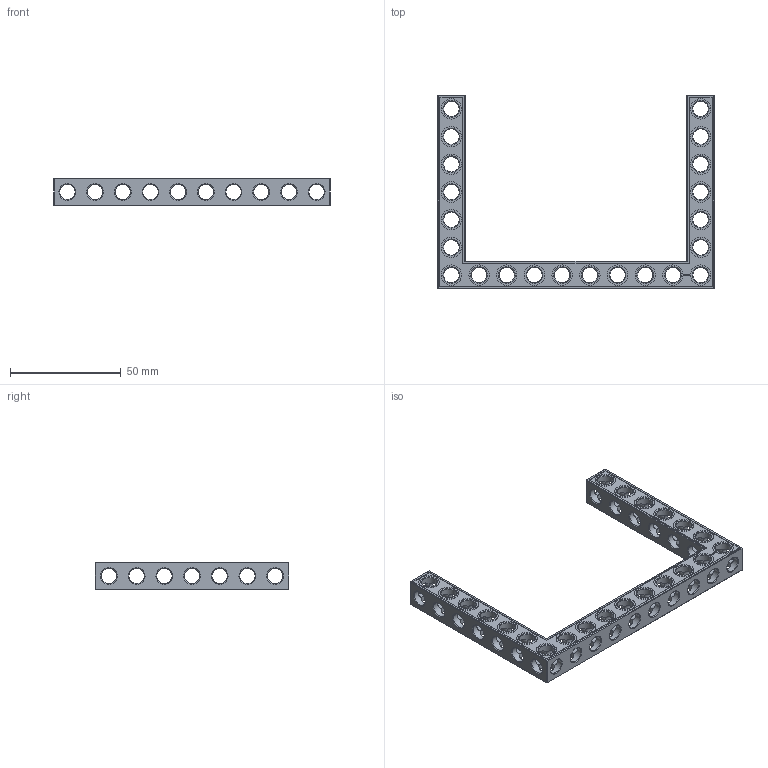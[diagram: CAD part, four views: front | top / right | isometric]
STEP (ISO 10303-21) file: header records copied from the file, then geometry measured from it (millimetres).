
FILE_DESCRIPTION(('FreeCAD Model'),'2;1');
FILE_NAME('Open CASCADE Shape Model','2022-02-25T16:29:03',('Author'),( ''),'Open CASCADE STEP processor 7.5','FreeCAD','Unknown');
FILE_SCHEMA(('AUTOMOTIVE_DESIGN { 1 0 10303 214 1 1 1 1 }'));
Products named in the file (1): Beam AGD ESS USH SYM BU10x07x01 - SPN-BEM-0447 (stemfie.org)
Bounding box: 125 x 87.5 x 12.5 mm (x, y, z)
Volume: 21493.6 mm3; surface area: 19284.1 mm2
Topology: 1 solids, 1 shells, 735 faces, 2174 edges, 1409 vertices
Faces by surface type: plane 414, cylinder 133, extrusion 98, cone 90
Full cylindrical faces by diameter (mm): 6.98 x16, 7 x95, 9.2 x22
Entity records: 117407 total; most frequent: CARTESIAN_POINT 76079, DIRECTION 6910, VECTOR 4572, LINE 4474, ORIENTED_EDGE 4348, PCURVE 4348, DEFINITIONAL_REPRESENTATION 4348, EDGE_CURVE 2174
